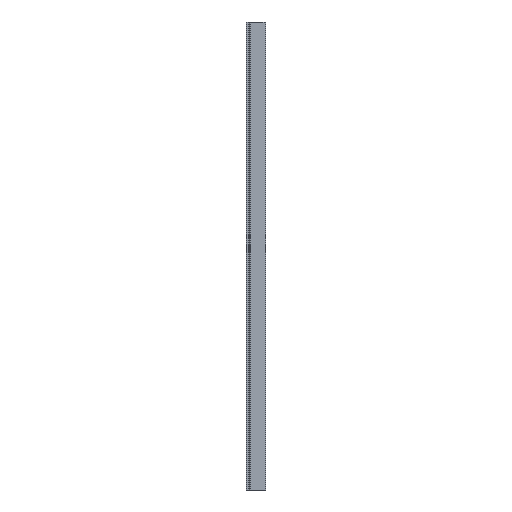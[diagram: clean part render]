
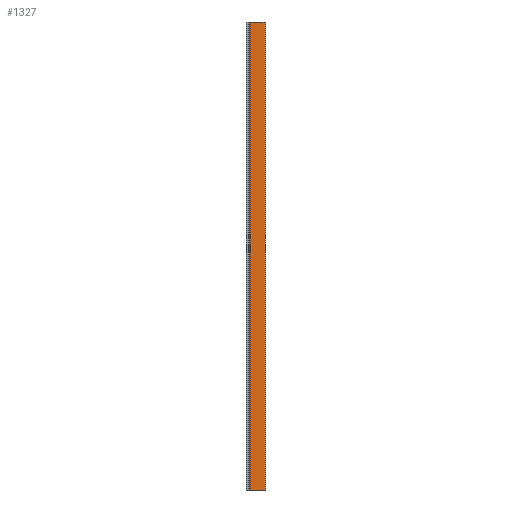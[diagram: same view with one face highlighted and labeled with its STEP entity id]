
A CAD part, left-side view. The second image highlights one B-rep face of the part: STEP entity #1327.
In plain terms, the highlighted planar face has unit normal (-1, 0, 0).
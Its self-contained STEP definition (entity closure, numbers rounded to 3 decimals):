
#57 = CARTESIAN_POINT ( 'NONE',  ( 124.52, 69.427, -497.75 ) ) ;
#98 = AXIS2_PLACEMENT_3D ( 'NONE', #1747, #1731, #1719 ) ;
#138 = CARTESIAN_POINT ( 'NONE',  ( 124.52, 69.427, 1502.25 ) ) ;
#201 = FACE_OUTER_BOUND ( 'NONE', #2259, .T. ) ;
#204 = ORIENTED_EDGE ( 'NONE', *, *, #1170, .T. ) ;
#241 = DIRECTION ( 'NONE',  ( 0., 0., 1. ) ) ;
#256 = EDGE_CURVE ( 'NONE', #2126, #2813, #2095, .T. ) ;
#266 = CARTESIAN_POINT ( 'NONE',  ( 124.52, 69.427, -497.75 ) ) ;
#277 = VECTOR ( 'NONE', #2079, 1000. ) ;
#354 = ORIENTED_EDGE ( 'NONE', *, *, #1573, .F. ) ;
#597 = CARTESIAN_POINT ( 'NONE',  ( 124.52, 5.534, 1502.25 ) ) ;
#675 = VERTEX_POINT ( 'NONE', #57 ) ;
#698 = LINE ( 'NONE', #2688, #1787 ) ;
#735 = DIRECTION ( 'NONE',  ( 0., 0., 1. ) ) ;
#780 = CARTESIAN_POINT ( 'NONE',  ( 124.52, 5.534, -497.75 ) ) ;
#824 = LINE ( 'NONE', #266, #1997 ) ;
#828 = CARTESIAN_POINT ( 'NONE',  ( 124.52, 5.534, -497.75 ) ) ;
#1013 = EDGE_CURVE ( 'NONE', #2235, #2126, #2695, .T. ) ;
#1170 = EDGE_CURVE ( 'NONE', #675, #2235, #698, .T. ) ;
#1327 = ADVANCED_FACE ( 'NONE', ( #201 ), #1836, .T. ) ;
#1573 = EDGE_CURVE ( 'NONE', #675, #2813, #824, .T. ) ;
#1664 = VECTOR ( 'NONE', #735, 1000. ) ;
#1719 = DIRECTION ( 'NONE',  ( 0., 0., 1. ) ) ;
#1731 = DIRECTION ( 'NONE',  ( -1., 0., 0. ) ) ;
#1747 = CARTESIAN_POINT ( 'NONE',  ( 124.52, 65.034, -497.75 ) ) ;
#1787 = VECTOR ( 'NONE', #2677, 1000. ) ;
#1836 = PLANE ( 'NONE',  #98 ) ;
#1850 = ORIENTED_EDGE ( 'NONE', *, *, #256, .T. ) ;
#1997 = VECTOR ( 'NONE', #241, 1000. ) ;
#2079 = DIRECTION ( 'NONE',  ( 0., 1., 0. ) ) ;
#2095 = LINE ( 'NONE', #2113, #277 ) ;
#2113 = CARTESIAN_POINT ( 'NONE',  ( 124.52, 0., 1502.25 ) ) ;
#2126 = VERTEX_POINT ( 'NONE', #597 ) ;
#2235 = VERTEX_POINT ( 'NONE', #828 ) ;
#2259 = EDGE_LOOP ( 'NONE', ( #204, #2274, #1850, #354 ) ) ;
#2274 = ORIENTED_EDGE ( 'NONE', *, *, #1013, .T. ) ;
#2677 = DIRECTION ( 'NONE',  ( 0., -1., 0. ) ) ;
#2688 = CARTESIAN_POINT ( 'NONE',  ( 124.52, 5.034, -497.75 ) ) ;
#2695 = LINE ( 'NONE', #780, #1664 ) ;
#2813 = VERTEX_POINT ( 'NONE', #138 ) ;
